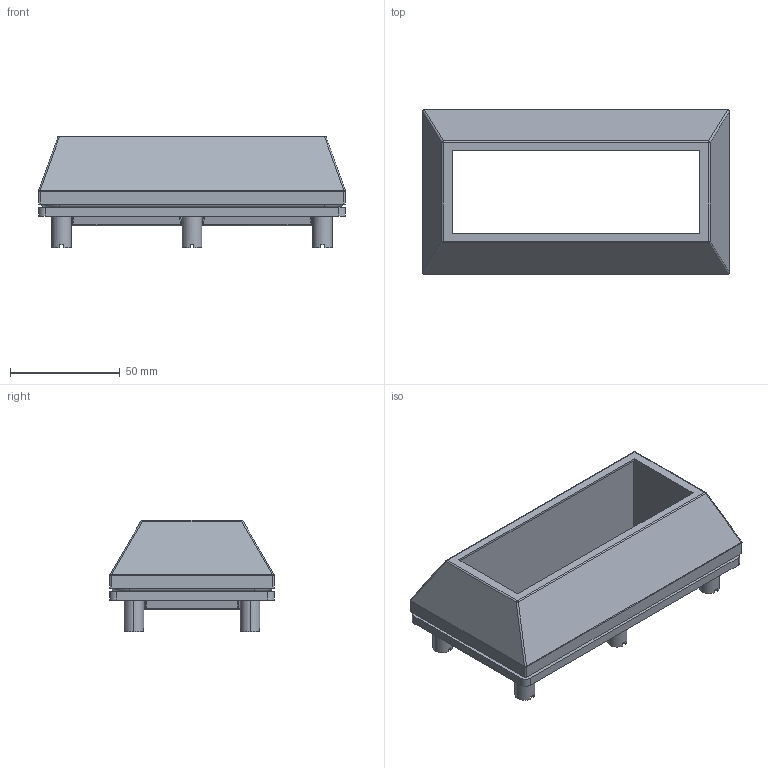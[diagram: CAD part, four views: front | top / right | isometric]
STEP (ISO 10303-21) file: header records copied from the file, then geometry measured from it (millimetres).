
FILE_DESCRIPTION((''),'2;1');
FILE_NAME('CF_8.stp','2013-03-18T08:03:19',(''),(''),'Mechanical Desktop 2009','Mechanical Desktop 2009',', , ');
FILE_SCHEMA(('CONFIG_CONTROL_DESIGN'));
Length unit declared in the file: millimetre
Products named in the file (6): CF_8; RAM; MUTTER; PACKNING; SKRUV; MOTRAM
Assembly tree (15 placements, depth 2):
  CF_8
    RAM
    MUTTER  x6
    PACKNING
    SKRUV  x6
    MOTRAM
Bounding box: 140 x 75 x 51 mm (x, y, z)
Volume: 162122.3 mm3; surface area: 57009.1 mm2
Topology: 15 solids, 15 shells, 267 faces, 624 edges, 372 vertices
Faces by surface type: plane 91, cylinder 88, cone 42, bspline 28, torus 14, sphere 4
Entity records: 7379 total; most frequent: CARTESIAN_POINT 3154, DIRECTION 846, ORIENTED_EDGE 832, EDGE_CURVE 416, AXIS2_PLACEMENT_3D 329, VERTEX_POINT 257, EDGE_LOOP 191, VECTOR 188
